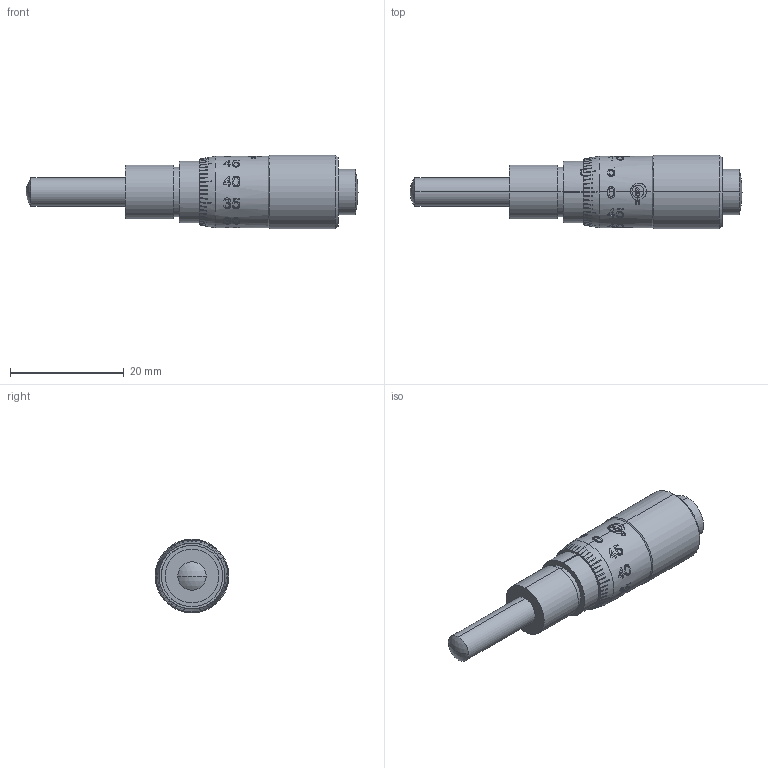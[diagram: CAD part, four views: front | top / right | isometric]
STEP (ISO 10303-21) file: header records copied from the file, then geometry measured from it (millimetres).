
FILE_DESCRIPTION (( 'STEP AP203' ), '1' );
FILE_NAME ('gcm-400102m.STEP', '2021-09-09T08:22:50', ( 'Microsoft' ), ( 'Microsoft' ), 'SwSTEP 2.0', 'SolidWorks 2015', '' );
FILE_SCHEMA (( 'CONFIG_CONTROL_DESIGN' ));
Length unit declared in the file: millimetre
Products named in the file (1): gcm-400102m
Bounding box: 58.5 x 13 x 13 mm (x, y, z)
Volume: 4603.4 mm3; surface area: 1976.7 mm2
Topology: 1 solids, 1 shells, 642 faces, 1707 edges, 1109 vertices
Faces by surface type: bspline 397, cone 100, plane 84, cylinder 57, sphere 4
Entity records: 39576 total; most frequent: CARTESIAN_POINT 27098, ORIENTED_EDGE 3414, EDGE_CURVE 1707, B_SPLINE_CURVE_WITH_KNOTS 1291, DIRECTION 1146, VERTEX_POINT 1109, EDGE_LOOP 684, ADVANCED_FACE 642
